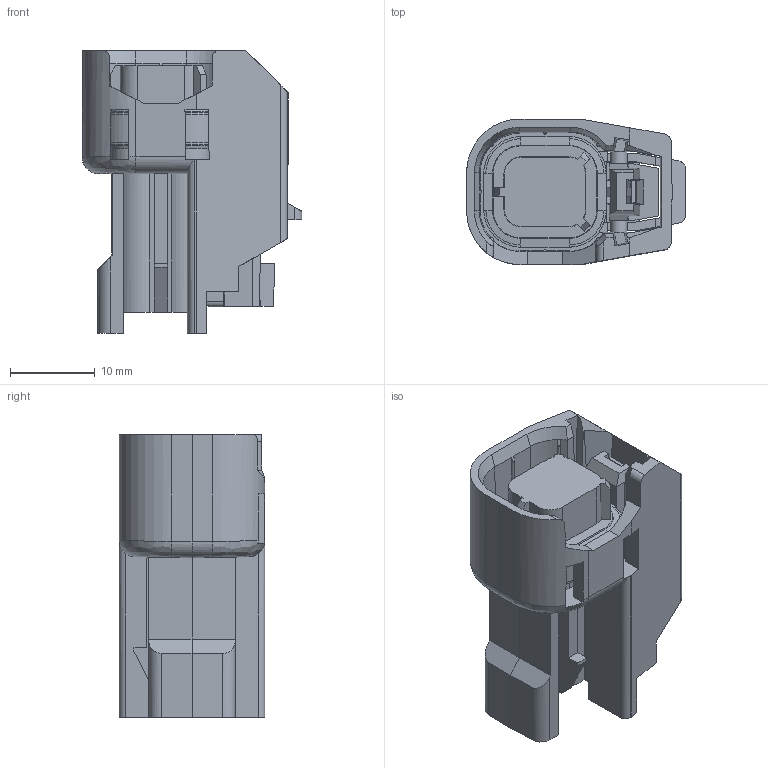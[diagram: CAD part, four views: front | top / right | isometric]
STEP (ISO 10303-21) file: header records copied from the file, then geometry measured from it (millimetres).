
FILE_DESCRIPTION(/* description */ (''),/* implementation_level */ '2;1');
FILE_NAME(/* name */ '33141988-ENV10_01-CONN.stp',/* time_stamp */ '2024-01-17T22:02:35+08:00',/* author */ (''),/* organization */ (''),/* preprocessor_version */ 'ST-DEVELOPER v16',/* originating_system */ 'SIEMENS PLM Software NX 11.0',/* authorisation */ '');
FILE_SCHEMA (('AUTOMOTIVE_DESIGN { 1 0 10303 214 3 1 1 1 }'));
Length unit declared in the file: millimetre
Products named in the file (1): 33141988-ENV10_01-CONN
Bounding box: 25.91 x 17.18 x 33.4 mm (x, y, z)
Volume: 6370.4 mm3; surface area: 6161.3 mm2
Topology: 1 solids, 1 shells, 430 faces, 1291 edges, 837 vertices
Faces by surface type: plane 318, cylinder 69, bspline 43
Entity records: 15393 total; most frequent: CARTESIAN_POINT 3931, ORIENTED_EDGE 2582, DIRECTION 2122, EDGE_CURVE 1291, LINE 1040, VECTOR 1040, VERTEX_POINT 837, AXIS2_PLACEMENT_3D 541
